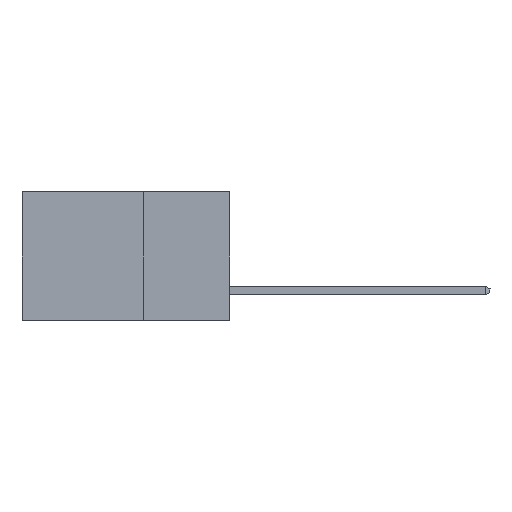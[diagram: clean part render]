
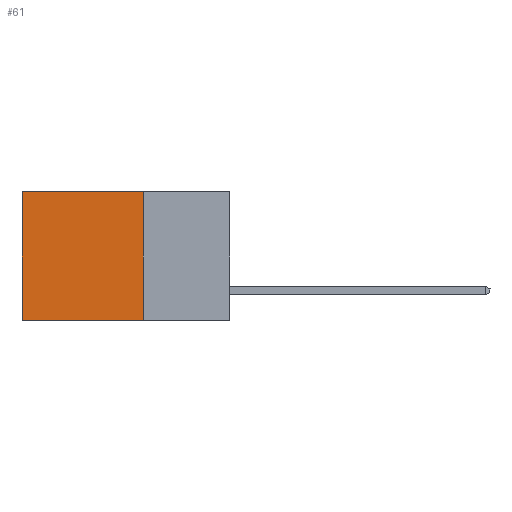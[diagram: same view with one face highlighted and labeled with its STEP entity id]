
A CAD part, left-side view. The second image highlights one B-rep face of the part: STEP entity #61.
In plain terms, the highlighted planar face has unit normal (-1, 0, 0).
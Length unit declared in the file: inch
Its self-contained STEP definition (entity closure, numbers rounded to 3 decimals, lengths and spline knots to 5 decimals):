
#61 = ADVANCED_FACE ( 'NONE', ( #8752 ), #10394, .F. ) ;
#423 = AXIS2_PLACEMENT_3D ( 'NONE', #2690, #888, #7092 ) ;
#631 = LINE ( 'NONE', #7584, #6899 ) ;
#676 = CARTESIAN_POINT ( 'NONE',  ( 0.2615, 0.6, -0.37 ) ) ;
#806 = LINE ( 'NONE', #10988, #5480 ) ;
#888 = DIRECTION ( 'NONE',  ( 1., 0., 0. ) ) ;
#1557 = VERTEX_POINT ( 'NONE', #4660 ) ;
#2438 = DIRECTION ( 'NONE',  ( 0., 0., -1. ) ) ;
#2654 = ORIENTED_EDGE ( 'NONE', *, *, #9919, .F. ) ;
#2690 = CARTESIAN_POINT ( 'NONE',  ( 0.2615, 0.25, -0.37 ) ) ;
#3390 = DIRECTION ( 'NONE',  ( 0., 0., -1. ) ) ;
#3905 = CARTESIAN_POINT ( 'NONE',  ( 0.2615, 0.25, 0. ) ) ;
#4237 = LINE ( 'NONE', #11202, #7434 ) ;
#4543 = CARTESIAN_POINT ( 'NONE',  ( 0.2615, 0.25, -0.37 ) ) ;
#4660 = CARTESIAN_POINT ( 'NONE',  ( 0.2615, 0.6, 0. ) ) ;
#5232 = EDGE_CURVE ( 'NONE', #5808, #6168, #631, .T. ) ;
#5480 = VECTOR ( 'NONE', #8490, 39.37008 ) ;
#5513 = ORIENTED_EDGE ( 'NONE', *, *, #5232, .F. ) ;
#5808 = VERTEX_POINT ( 'NONE', #7897 ) ;
#5826 = EDGE_LOOP ( 'NONE', ( #10152, #2654, #5513, #9189 ) ) ;
#5834 = EDGE_CURVE ( 'NONE', #1557, #8641, #4237, .T. ) ;
#6168 = VERTEX_POINT ( 'NONE', #4543 ) ;
#6899 = VECTOR ( 'NONE', #2438, 39.37008 ) ;
#7092 = DIRECTION ( 'NONE',  ( 0., 0., -1. ) ) ;
#7434 = VECTOR ( 'NONE', #3390, 39.37008 ) ;
#7584 = CARTESIAN_POINT ( 'NONE',  ( 0.2615, 0.25, -0.37 ) ) ;
#7897 = CARTESIAN_POINT ( 'NONE',  ( 0.2615, 0.25, 0. ) ) ;
#8490 = DIRECTION ( 'NONE',  ( 0., 1., 0. ) ) ;
#8513 = EDGE_CURVE ( 'NONE', #5808, #1557, #10808, .T. ) ;
#8641 = VERTEX_POINT ( 'NONE', #676 ) ;
#8752 = FACE_OUTER_BOUND ( 'NONE', #5826, .T. ) ;
#9189 = ORIENTED_EDGE ( 'NONE', *, *, #8513, .T. ) ;
#9919 = EDGE_CURVE ( 'NONE', #6168, #8641, #806, .T. ) ;
#10006 = VECTOR ( 'NONE', #10855, 39.37008 ) ;
#10152 = ORIENTED_EDGE ( 'NONE', *, *, #5834, .T. ) ;
#10394 = PLANE ( 'NONE',  #423 ) ;
#10808 = LINE ( 'NONE', #3905, #10006 ) ;
#10855 = DIRECTION ( 'NONE',  ( 0., 1., 0. ) ) ;
#10988 = CARTESIAN_POINT ( 'NONE',  ( 0.2615, 0.25, -0.37 ) ) ;
#11202 = CARTESIAN_POINT ( 'NONE',  ( 0.2615, 0.6, -0.37 ) ) ;
